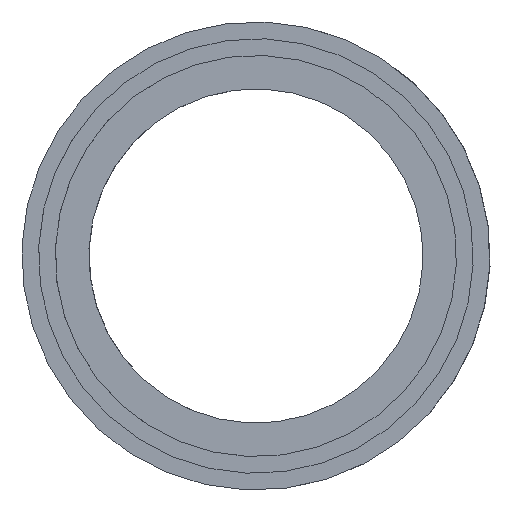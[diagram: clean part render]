
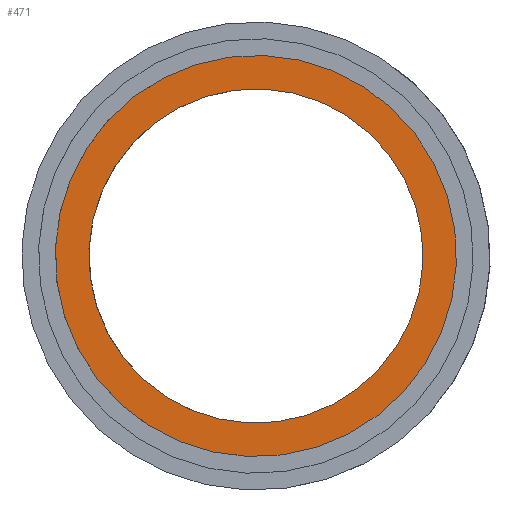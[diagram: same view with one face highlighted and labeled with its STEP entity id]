
A CAD part, front view. The second image highlights one B-rep face of the part: STEP entity #471.
In plain terms, the highlighted face is planar.
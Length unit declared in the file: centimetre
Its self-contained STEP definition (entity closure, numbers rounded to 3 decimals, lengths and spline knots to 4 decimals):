
#9 = DIRECTION ( 'NONE',  ( 0., 1., 0. ) ) ;
#15 = DIRECTION ( 'NONE',  ( 0., 1., 0. ) ) ;
#38 = VERTEX_POINT ( 'NONE', #53 ) ;
#41 = ORIENTED_EDGE ( 'NONE', *, *, #119, .F. ) ;
#53 = CARTESIAN_POINT ( 'NONE',  ( 0.001, 156.4333, -1.5828 ) ) ;
#58 = DIRECTION ( 'NONE',  ( -1., 0., 0. ) ) ;
#60 = CARTESIAN_POINT ( 'NONE',  ( 0.001, 156.4333, -1.9003 ) ) ;
#64 = DIRECTION ( 'NONE',  ( 0., 1., 0. ) ) ;
#67 = FACE_OUTER_BOUND ( 'NONE', #267, .T. ) ;
#71 = CARTESIAN_POINT ( 'NONE',  ( 0.001, 156.4333, 0.0022 ) ) ;
#91 = VERTEX_POINT ( 'NONE', #60 ) ;
#104 = CARTESIAN_POINT ( 'NONE',  ( 0.001, 156.4333, 1.5873 ) ) ;
#117 = FACE_BOUND ( 'NONE', #147, .T. ) ;
#119 = EDGE_CURVE ( 'NONE', #511, #38, #333, .T. ) ;
#147 = EDGE_LOOP ( 'NONE', ( #482, #41 ) ) ;
#153 = AXIS2_PLACEMENT_3D ( 'NONE', #443, #387, #487 ) ;
#172 = ORIENTED_EDGE ( 'NONE', *, *, #432, .T. ) ;
#186 = CARTESIAN_POINT ( 'NONE',  ( 0.001, 156.4333, 0.0022 ) ) ;
#198 = DIRECTION ( 'NONE',  ( 0., 0., 1. ) ) ;
#225 = CIRCLE ( 'NONE', #286, 1.585 ) ;
#238 = CIRCLE ( 'NONE', #560, 1.9025 ) ;
#244 = DIRECTION ( 'NONE',  ( 0., 0., 1. ) ) ;
#247 = DIRECTION ( 'NONE',  ( 0., 1., 0. ) ) ;
#267 = EDGE_LOOP ( 'NONE', ( #477, #172 ) ) ;
#281 = EDGE_CURVE ( 'NONE', #91, #600, #238, .T. ) ;
#286 = AXIS2_PLACEMENT_3D ( 'NONE', #186, #15, #198 ) ;
#333 = CIRCLE ( 'NONE', #153, 1.585 ) ;
#356 = AXIS2_PLACEMENT_3D ( 'NONE', #570, #247, #392 ) ;
#387 = DIRECTION ( 'NONE',  ( 0., 1., 0. ) ) ;
#392 = DIRECTION ( 'NONE',  ( 0., 0., 1. ) ) ;
#432 = EDGE_CURVE ( 'NONE', #600, #91, #437, .T. ) ;
#437 = CIRCLE ( 'NONE', #356, 1.9025 ) ;
#438 = PLANE ( 'NONE',  #451 ) ;
#443 = CARTESIAN_POINT ( 'NONE',  ( 0.001, 156.4333, 0.0022 ) ) ;
#451 = AXIS2_PLACEMENT_3D ( 'NONE', #663, #64, #58 ) ;
#471 = ADVANCED_FACE ( 'NONE', ( #117, #67 ), #438, .T. ) ;
#477 = ORIENTED_EDGE ( 'NONE', *, *, #281, .T. ) ;
#482 = ORIENTED_EDGE ( 'NONE', *, *, #650, .F. ) ;
#487 = DIRECTION ( 'NONE',  ( 0., 0., 1. ) ) ;
#511 = VERTEX_POINT ( 'NONE', #104 ) ;
#560 = AXIS2_PLACEMENT_3D ( 'NONE', #71, #9, #244 ) ;
#570 = CARTESIAN_POINT ( 'NONE',  ( 0.001, 156.4333, 0.0022 ) ) ;
#600 = VERTEX_POINT ( 'NONE', #723 ) ;
#650 = EDGE_CURVE ( 'NONE', #38, #511, #225, .T. ) ;
#663 = CARTESIAN_POINT ( 'NONE',  ( 0.001, 156.4333, 0.0022 ) ) ;
#723 = CARTESIAN_POINT ( 'NONE',  ( 0.001, 156.4333, 1.9048 ) ) ;
